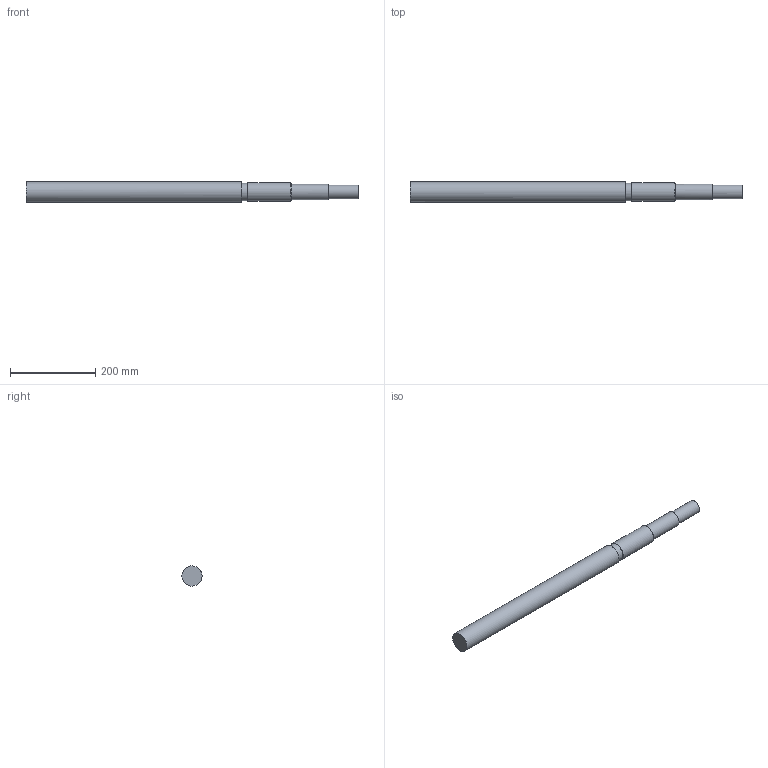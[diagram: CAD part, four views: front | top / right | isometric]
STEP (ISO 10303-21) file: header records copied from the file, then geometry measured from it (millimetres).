
FILE_DESCRIPTION(('FreeCAD Model'),'2;1');
FILE_NAME('Open CASCADE Shape Model','2025-05-05T16:34:29',('FreeCAD'),( 'FreeCAD'),'Open CASCADE STEP processor 7.6','FreeCAD','Unknown');
FILE_SCHEMA(('AUTOMOTIVE_DESIGN { 1 0 10303 214 1 1 1 1 }'));
Length unit declared in the file: millimetre
Products named in the file (1): Open CASCADE STEP translator 7.6 1
Bounding box: 777.78 x 47.19 x 47.23 mm (x, y, z)
Volume: 1213673 mm3; surface area: 111212.4 mm2
Topology: 1 solids, 1 shells, 12 faces, 17 edges, 11 vertices
Faces by surface type: bspline 12
Entity records: 368 total; most frequent: CARTESIAN_POINT 233, ORIENTED_EDGE 34, EDGE_CURVE 17, FACE_BOUND 16, EDGE_LOOP 16, ADVANCED_FACE 12, VERTEX_POINT 11, B_SPLINE_CURVE_WITH_KNOTS 6
